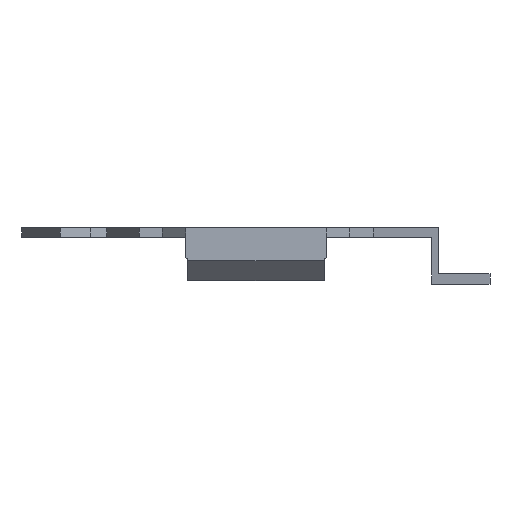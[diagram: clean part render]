
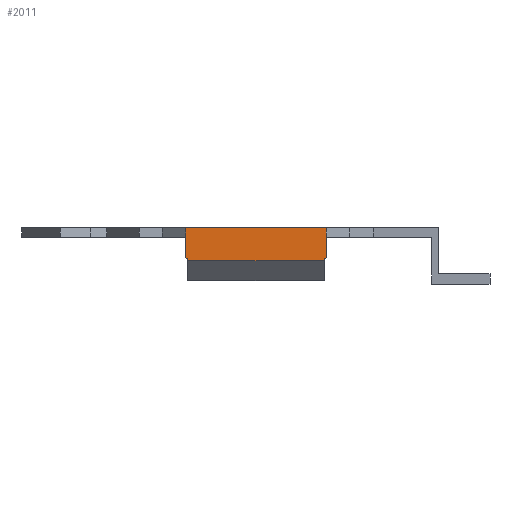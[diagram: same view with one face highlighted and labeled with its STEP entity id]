
A CAD part, left-side view. The second image highlights one B-rep face of the part: STEP entity #2011.
In plain terms, the highlighted planar face has unit normal (-1, 0, 0).
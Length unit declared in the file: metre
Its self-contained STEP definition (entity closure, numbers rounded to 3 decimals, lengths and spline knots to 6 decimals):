
#83=LINE('',#2899,#317);
#116=LINE('',#2997,#350);
#134=LINE('',#3035,#368);
#152=LINE('',#3069,#386);
#153=LINE('',#3088,#387);
#154=LINE('',#3091,#388);
#155=LINE('',#3092,#389);
#156=LINE('',#3094,#390);
#317=VECTOR('',#2323,1.);
#350=VECTOR('',#2402,1.);
#368=VECTOR('',#2440,1.);
#386=VECTOR('',#2490,1.);
#387=VECTOR('',#2527,1.);
#388=VECTOR('',#2528,1.);
#389=VECTOR('',#2529,1.);
#390=VECTOR('',#2530,1.);
#770=ORIENTED_EDGE('',*,*,#1206,.F.);
#771=ORIENTED_EDGE('',*,*,#1207,.T.);
#772=ORIENTED_EDGE('',*,*,#1167,.T.);
#773=ORIENTED_EDGE('',*,*,#1187,.F.);
#774=ORIENTED_EDGE('',*,*,#1116,.T.);
#775=ORIENTED_EDGE('',*,*,#1205,.T.);
#776=ORIENTED_EDGE('',*,*,#1208,.F.);
#777=ORIENTED_EDGE('',*,*,#1209,.T.);
#1116=EDGE_CURVE('',#1390,#1389,#83,.T.);
#1167=EDGE_CURVE('',#1432,#1360,#116,.T.);
#1187=EDGE_CURVE('',#1390,#1360,#134,.T.);
#1205=EDGE_CURVE('',#1389,#1342,#152,.T.);
#1206=EDGE_CURVE('',#1442,#1443,#153,.T.);
#1207=EDGE_CURVE('',#1442,#1432,#154,.T.);
#1208=EDGE_CURVE('',#1444,#1342,#155,.T.);
#1209=EDGE_CURVE('',#1444,#1443,#156,.T.);
#1342=VERTEX_POINT('',#2803);
#1360=VERTEX_POINT('',#2839);
#1389=VERTEX_POINT('',#2898);
#1390=VERTEX_POINT('',#2900);
#1432=VERTEX_POINT('',#2998);
#1442=VERTEX_POINT('',#3089);
#1443=VERTEX_POINT('',#3090);
#1444=VERTEX_POINT('',#3093);
#1647=EDGE_LOOP('',(#770,#771,#772,#773,#774,#775,#776,#777));
#1813=FACE_BOUND('',#1647,.T.);
#1907=PLANE('',#2169);
#2011=ADVANCED_FACE('',(#1813),#1907,.T.);
#2169=AXIS2_PLACEMENT_3D('',#3087,#2525,#2526);
#2323=DIRECTION('',(0.,1.,0.));
#2402=DIRECTION('',(0.,0.,1.));
#2440=DIRECTION('',(0.,0.,-1.));
#2490=DIRECTION('',(0.,0.,-1.));
#2525=DIRECTION('',(-1.,0.,0.));
#2526=DIRECTION('',(0.,-1.,0.));
#2527=DIRECTION('',(0.,1.,0.));
#2528=DIRECTION('',(0.,-0.577,0.816));
#2529=DIRECTION('',(0.,0.,1.));
#2530=DIRECTION('',(0.,-0.577,-0.816));
#2803=CARTESIAN_POINT('',(-0.121982,-0.037659,0.));
#2839=CARTESIAN_POINT('',(-0.121982,-0.067659,0.));
#2898=CARTESIAN_POINT('',(-0.121982,-0.037659,0.002));
#2899=CARTESIAN_POINT('',(-0.121982,-0.040159,0.002));
#2900=CARTESIAN_POINT('',(-0.121982,-0.067659,0.002));
#2997=CARTESIAN_POINT('',(-0.121982,-0.067659,-0.005));
#2998=CARTESIAN_POINT('',(-0.121982,-0.067659,-0.004293));
#3035=CARTESIAN_POINT('',(-0.121982,-0.067659,0.002));
#3069=CARTESIAN_POINT('',(-0.121982,-0.037659,0.002));
#3087=CARTESIAN_POINT('',(-0.121982,-0.040159,0.002));
#3088=CARTESIAN_POINT('',(-0.121982,-0.040159,-0.005));
#3089=CARTESIAN_POINT('',(-0.121982,-0.067159,-0.005));
#3090=CARTESIAN_POINT('',(-0.121982,-0.038159,-0.005));
#3091=CARTESIAN_POINT('',(-0.121982,-0.061459,-0.013061));
#3092=CARTESIAN_POINT('',(-0.121982,-0.037659,-0.005));
#3093=CARTESIAN_POINT('',(-0.121982,-0.037659,-0.004293));
#3094=CARTESIAN_POINT('',(-0.121982,-0.035526,-0.001276));
